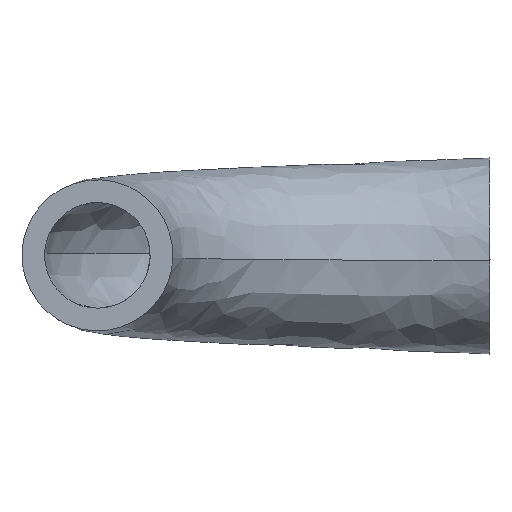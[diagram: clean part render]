
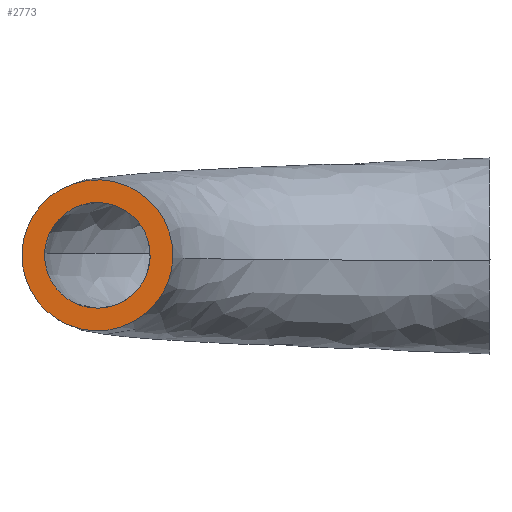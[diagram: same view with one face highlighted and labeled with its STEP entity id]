
A CAD part, top view. The second image highlights one B-rep face of the part: STEP entity #2773.
In plain terms, the highlighted planar face has unit normal (0, 0, 1).
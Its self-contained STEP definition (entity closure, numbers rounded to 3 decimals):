
#41 = CARTESIAN_POINT ( 'NONE',  ( -29.514, -0.337, 0. ) ) ;
#69 = CARTESIAN_POINT ( 'NONE',  ( -30.997, 0.176, 0. ) ) ;
#96 = CARTESIAN_POINT ( 'NONE',  ( -28.857, -2.033, 0. ) ) ;
#123 = CARTESIAN_POINT ( 'NONE',  ( -22.51, -0.123, 0. ) ) ;
#250 = CARTESIAN_POINT ( 'NONE',  ( -26., 0., 0. ) ) ;
#287 = CARTESIAN_POINT ( 'NONE',  ( -27.01, 3.36, 0. ) ) ;
#302 = EDGE_LOOP ( 'NONE', ( #2469, #1850 ) ) ;
#349 = VERTEX_POINT ( 'NONE', #2489 ) ;
#356 = CARTESIAN_POINT ( 'NONE',  ( -24.343, 3.088, 0. ) ) ;
#428 = CARTESIAN_POINT ( 'NONE',  ( -23.3, -2.229, 0. ) ) ;
#453 = CARTESIAN_POINT ( 'NONE',  ( -24.995, -3.359, 0. ) ) ;
#479 = CARTESIAN_POINT ( 'NONE',  ( -27.031, -3.353, 0. ) ) ;
#642 = CARTESIAN_POINT ( 'NONE',  ( -22.908, 1.642, 0. ) ) ;
#686 = CARTESIAN_POINT ( 'NONE',  ( -24.146, 2.973, 0. ) ) ;
#711 = CARTESIAN_POINT ( 'NONE',  ( -22.808, 1.437, 0. ) ) ;
#734 = CARTESIAN_POINT ( 'NONE',  ( -29.497, 0.123, 0. ) ) ;
#757 = CARTESIAN_POINT ( 'NONE',  ( -22.549, -0.582, 0. ) ) ;
#781 = CARTESIAN_POINT ( 'NONE',  ( -23.034, -1.86, 0. ) ) ;
#808 = CARTESIAN_POINT ( 'NONE',  ( -22.653, -1.026, 0. ) ) ;
#835 = CARTESIAN_POINT ( 'NONE',  ( -23.789, -2.716, 0. ) ) ;
#1048 = CARTESIAN_POINT ( 'NONE',  ( -23.151, 2.034, 0. ) ) ;
#1093 = CARTESIAN_POINT ( 'NONE',  ( -26.788, 3.418, 0. ) ) ;
#1294 = ORIENTED_EDGE ( 'NONE', *, *, #3588, .T. ) ;
#1352 = CIRCLE ( 'NONE', #2745, 5. ) ;
#1407 = CARTESIAN_POINT ( 'NONE',  ( -28.218, 2.716, 0. ) ) ;
#1429 = CARTESIAN_POINT ( 'NONE',  ( -22.502, 0.106, 0. ) ) ;
#1451 = CARTESIAN_POINT ( 'NONE',  ( -25.423, 3.458, 0. ) ) ;
#1475 = DIRECTION ( 'NONE',  ( 1., 0., 0. ) ) ;
#1498 = CARTESIAN_POINT ( 'NONE',  ( -28.404, -2.553, 0. ) ) ;
#1578 = CARTESIAN_POINT ( 'NONE',  ( -26., 0., 0. ) ) ;
#1605 = CARTESIAN_POINT ( 'NONE',  ( -21.003, -0.176, 0. ) ) ;
#1743 = CARTESIAN_POINT ( 'NONE',  ( -29.489, 0.353, 0. ) ) ;
#1782 = EDGE_LOOP ( 'NONE', ( #1294, #3690 ) ) ;
#1788 = CARTESIAN_POINT ( 'NONE',  ( -22.51, -0.123, 0. ) ) ;
#1811 = CARTESIAN_POINT ( 'NONE',  ( -24.758, 3.278, 0. ) ) ;
#1834 = CARTESIAN_POINT ( 'NONE',  ( -27.442, 3.198, 0. ) ) ;
#1850 = ORIENTED_EDGE ( 'NONE', *, *, #3619, .F. ) ;
#1856 = CARTESIAN_POINT ( 'NONE',  ( -26.582, -3.459, 0. ) ) ;
#1882 = AXIS2_PLACEMENT_3D ( 'NONE', #2518, #2541, #1475 ) ;
#1930 = B_SPLINE_CURVE_WITH_KNOTS ( 'NONE', 3,
 ( #1788, #1429, #4691, #3935, #3998, #711, #642, #1048, #4377, #2180, #3649, #686, #356, #1811, #4737, #1451, #2902, #2109, #2924, #1093, #287, #1834, #3976, #3604, #1407, #3579, #2156, #2564, #3627, #3262, #4354, #4022, #1743, #734 ),
 .UNSPECIFIED., .F., .F.,
 ( 4, 2, 2, 2, 2, 2, 2, 2, 2, 2, 2, 2, 2, 2, 2, 2, 4 ),
 ( 0.011, 0.011, 0.012, 0.013, 0.014, 0.014, 0.015, 0.016, 0.016, 0.017, 0.018, 0.018, 0.019, 0.02, 0.02, 0.021, 0.022 ),
 .UNSPECIFIED. ) ;
#1940 = CARTESIAN_POINT ( 'NONE',  ( -24.567, -3.199, 0. ) ) ;
#1966 = CARTESIAN_POINT ( 'NONE',  ( -29.198, -1.441, 0. ) ) ;
#2070 = FACE_OUTER_BOUND ( 'NONE', #1782, .T. ) ;
#2092 = DIRECTION ( 'NONE',  ( 1., 0., 0. ) ) ;
#2099 = B_SPLINE_CURVE_WITH_KNOTS ( 'NONE', 3,
 ( #3797, #41, #2333, #1966, #3696, #96, #3024, #1498, #4121, #4094, #3439, #4425, #479, #1856, #2227, #3078, #2691, #4046, #453, #1940, #4069, #3719, #835, #2611, #428, #781, #2307, #3411, #808, #757, #2280, #123 ),
 .UNSPECIFIED., .F., .F.,
 ( 4, 2, 2, 2, 2, 2, 2, 2, 2, 2, 2, 2, 2, 2, 2, 4 ),
 ( 0.022, 0.023, 0.024, 0.024, 0.025, 0.026, 0.027, 0.027, 0.028, 0.029, 0.029, 0.03, 0.031, 0.031, 0.032, 0.033 ),
 .UNSPECIFIED. ) ;
#2109 = CARTESIAN_POINT ( 'NONE',  ( -26.107, 3.505, 0. ) ) ;
#2156 = CARTESIAN_POINT ( 'NONE',  ( -28.704, 2.233, 0. ) ) ;
#2180 = CARTESIAN_POINT ( 'NONE',  ( -23.601, 2.55, 0. ) ) ;
#2227 = CARTESIAN_POINT ( 'NONE',  ( -26.355, -3.489, 0. ) ) ;
#2280 = CARTESIAN_POINT ( 'NONE',  ( -22.518, -0.352, 0. ) ) ;
#2307 = CARTESIAN_POINT ( 'NONE',  ( -22.918, -1.661, 0. ) ) ;
#2333 = CARTESIAN_POINT ( 'NONE',  ( -29.441, -0.794, 0. ) ) ;
#2469 = ORIENTED_EDGE ( 'NONE', *, *, #4254, .F. ) ;
#2489 = CARTESIAN_POINT ( 'NONE',  ( -29.497, 0.123, 0. ) ) ;
#2518 = CARTESIAN_POINT ( 'NONE',  ( -26., 0., 0. ) ) ;
#2541 = DIRECTION ( 'NONE',  ( 0., 0., 1. ) ) ;
#2564 = CARTESIAN_POINT ( 'NONE',  ( -28.972, 1.862, 0. ) ) ;
#2611 = CARTESIAN_POINT ( 'NONE',  ( -23.453, -2.402, 0. ) ) ;
#2691 = CARTESIAN_POINT ( 'NONE',  ( -25.668, -3.491, 0. ) ) ;
#2745 = AXIS2_PLACEMENT_3D ( 'NONE', #1578, #3052, #3333 ) ;
#2773 = ADVANCED_FACE ( 'NONE', ( #3899, #2070 ), #3541, .T. ) ;
#2902 = CARTESIAN_POINT ( 'NONE',  ( -25.649, 3.488, 0. ) ) ;
#2924 = CARTESIAN_POINT ( 'NONE',  ( -26.338, 3.491, 0. ) ) ;
#3024 = CARTESIAN_POINT ( 'NONE',  ( -28.716, -2.218, 0. ) ) ;
#3046 = AXIS2_PLACEMENT_3D ( 'NONE', #250, #4632, #2092 ) ;
#3052 = DIRECTION ( 'NONE',  ( 0., 0., 1. ) ) ;
#3078 = CARTESIAN_POINT ( 'NONE',  ( -25.899, -3.505, 0. ) ) ;
#3262 = CARTESIAN_POINT ( 'NONE',  ( -29.279, 1.246, 0. ) ) ;
#3333 = DIRECTION ( 'NONE',  ( 1., 0., 0. ) ) ;
#3411 = CARTESIAN_POINT ( 'NONE',  ( -22.726, -1.242, 0. ) ) ;
#3434 = CIRCLE ( 'NONE', #1882, 5. ) ;
#3439 = CARTESIAN_POINT ( 'NONE',  ( -27.661, -3.09, 0. ) ) ;
#3486 = VERTEX_POINT ( 'NONE', #4331 ) ;
#3541 = PLANE ( 'NONE',  #3046 ) ;
#3579 = CARTESIAN_POINT ( 'NONE',  ( -28.553, 2.403, 0. ) ) ;
#3588 = EDGE_CURVE ( 'NONE', #4395, #3992, #3434, .T. ) ;
#3604 = CARTESIAN_POINT ( 'NONE',  ( -28.034, 2.857, 0. ) ) ;
#3619 = EDGE_CURVE ( 'NONE', #3486, #349, #1930, .T. ) ;
#3627 = CARTESIAN_POINT ( 'NONE',  ( -29.09, 1.661, 0. ) ) ;
#3649 = CARTESIAN_POINT ( 'NONE',  ( -23.774, 2.704, 0. ) ) ;
#3690 = ORIENTED_EDGE ( 'NONE', *, *, #4308, .T. ) ;
#3696 = CARTESIAN_POINT ( 'NONE',  ( -29.097, -1.645, 0. ) ) ;
#3719 = CARTESIAN_POINT ( 'NONE',  ( -23.97, -2.854, 0. ) ) ;
#3797 = CARTESIAN_POINT ( 'NONE',  ( -29.497, 0.123, 0. ) ) ;
#3899 = FACE_BOUND ( 'NONE', #302, .T. ) ;
#3935 = CARTESIAN_POINT ( 'NONE',  ( -22.588, 0.786, 0. ) ) ;
#3976 = CARTESIAN_POINT ( 'NONE',  ( -27.646, 3.097, 0. ) ) ;
#3992 = VERTEX_POINT ( 'NONE', #1605 ) ;
#3998 = CARTESIAN_POINT ( 'NONE',  ( -22.648, 1.01, 0. ) ) ;
#4022 = CARTESIAN_POINT ( 'NONE',  ( -29.459, 0.582, 0. ) ) ;
#4046 = CARTESIAN_POINT ( 'NONE',  ( -25.215, -3.418, 0. ) ) ;
#4069 = CARTESIAN_POINT ( 'NONE',  ( -24.358, -3.096, 0. ) ) ;
#4094 = CARTESIAN_POINT ( 'NONE',  ( -27.862, -2.972, 0. ) ) ;
#4121 = CARTESIAN_POINT ( 'NONE',  ( -28.233, -2.704, 0. ) ) ;
#4254 = EDGE_CURVE ( 'NONE', #349, #3486, #2099, .T. ) ;
#4308 = EDGE_CURVE ( 'NONE', #3992, #4395, #1352, .T. ) ;
#4331 = CARTESIAN_POINT ( 'NONE',  ( -22.51, -0.123, 0. ) ) ;
#4354 = CARTESIAN_POINT ( 'NONE',  ( -29.353, 1.031, 0. ) ) ;
#4377 = CARTESIAN_POINT ( 'NONE',  ( -23.29, 2.216, 0. ) ) ;
#4395 = VERTEX_POINT ( 'NONE', #69 ) ;
#4425 = CARTESIAN_POINT ( 'NONE',  ( -27.247, -3.279, 0. ) ) ;
#4632 = DIRECTION ( 'NONE',  ( 0., 0., 1. ) ) ;
#4691 = CARTESIAN_POINT ( 'NONE',  ( -22.516, 0.333, 0. ) ) ;
#4737 = CARTESIAN_POINT ( 'NONE',  ( -24.978, 3.354, 0. ) ) ;
